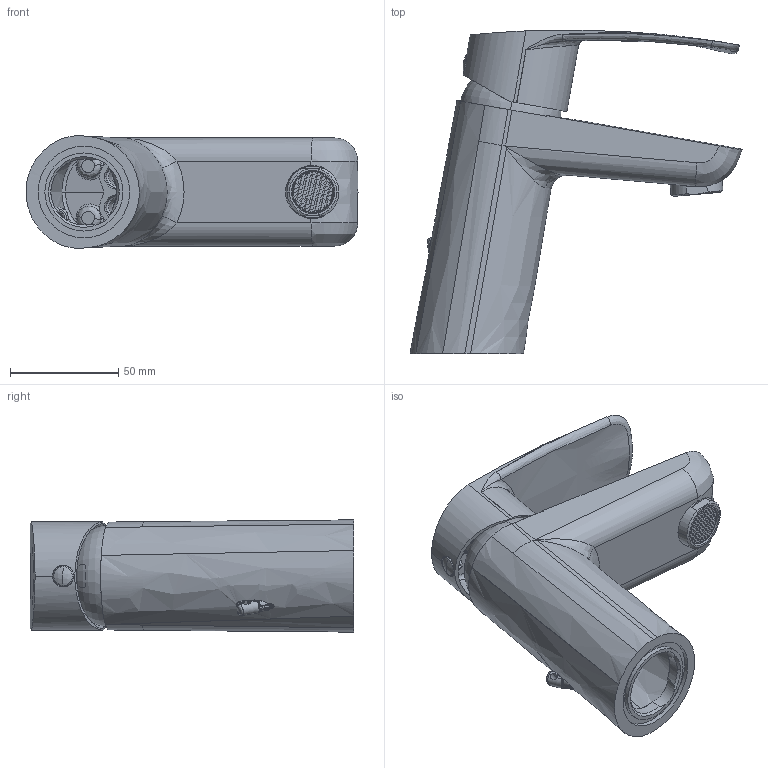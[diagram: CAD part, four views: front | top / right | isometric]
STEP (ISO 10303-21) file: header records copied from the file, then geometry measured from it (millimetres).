
FILE_DESCRIPTION (( 'STEP AP203' ), '1' );
FILE_NAME ('57AP05652.STEP', '2021-10-01T11:35:18', ( '' ), ( '' ), 'SwSTEP 2.0', 'SolidWorks 2021', '' );
FILE_SCHEMA (( 'CONFIG_CONTROL_DESIGN' ));
Products named in the file (1): 57AP05652
Bounding box: 153.03 x 149.21 x 51.76 mm (x, y, z)
Volume: 138735 mm3; surface area: 99314.4 mm2
Topology: 8 solids, 8 shells, 1520 faces, 4156 edges, 2705 vertices
Faces by surface type: plane 947, bspline 275, cylinder 237, cone 40, torus 15, sphere 6
Entity records: 102463 total; most frequent: CARTESIAN_POINT 66486, ORIENTED_EDGE 8308, DIRECTION 6188, EDGE_CURVE 4154, VECTOR 2728, LINE 2728, VERTEX_POINT 2705, EDGE_LOOP 1739
